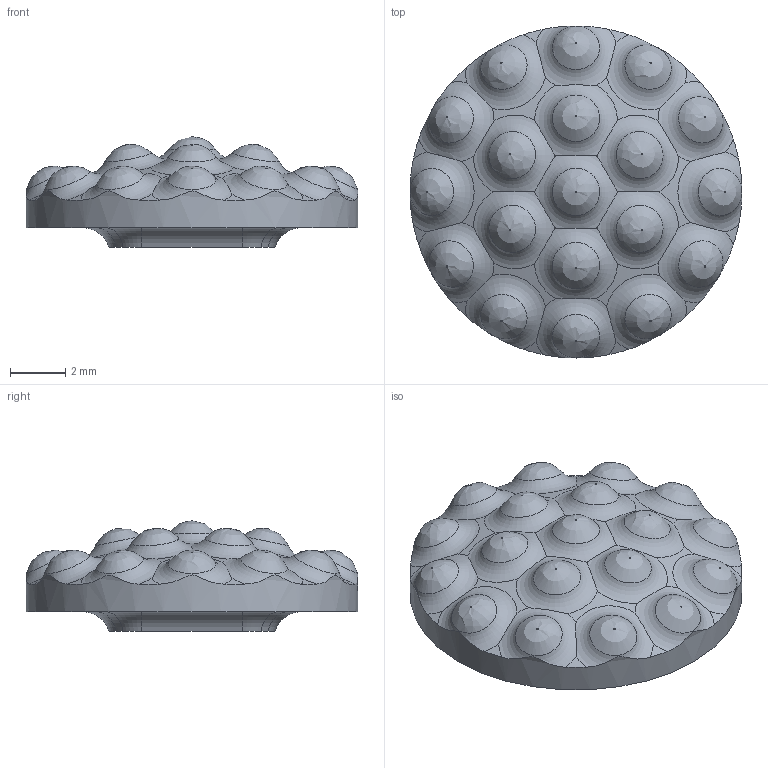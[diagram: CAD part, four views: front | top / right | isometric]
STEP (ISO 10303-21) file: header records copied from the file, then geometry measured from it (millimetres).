
FILE_DESCRIPTION(/* description */ (''),/* implementation_level */ '2;1');
FILE_NAME(/* name */ 'HatSwitchCapCircular.step',/* time_stamp */ '2023-12-12T11:11:39+01:00',/* author */ (''),/* organization */ (''),/* preprocessor_version */ 'ST-DEVELOPER v20',/* originating_system */ 'Autodesk Translation Framework v12.14.0.127',/* authorisation */ '');
FILE_SCHEMA (('AUTOMOTIVE_DESIGN { 1 0 10303 214 3 1 1 }'));
Length unit declared in the file: millimetre
Products named in the file (1): BUTTON BOX V2
Bounding box: 12 x 12 x 3.98 mm (x, y, z)
Volume: 239.5 mm3; surface area: 335.8 mm2
Topology: 1 solids, 1 shells, 105 faces, 303 edges, 202 vertices
Faces by surface type: torus 31, plane 26, sphere 24, bspline 19, cylinder 5
Full cylindrical faces by diameter (mm): 12 x1
Entity records: 4617 total; most frequent: CARTESIAN_POINT 1738, DIRECTION 645, ORIENTED_EDGE 606, AXIS2_PLACEMENT_3D 312, EDGE_CURVE 303, CIRCLE 225, VERTEX_POINT 202, EDGE_LOOP 107
